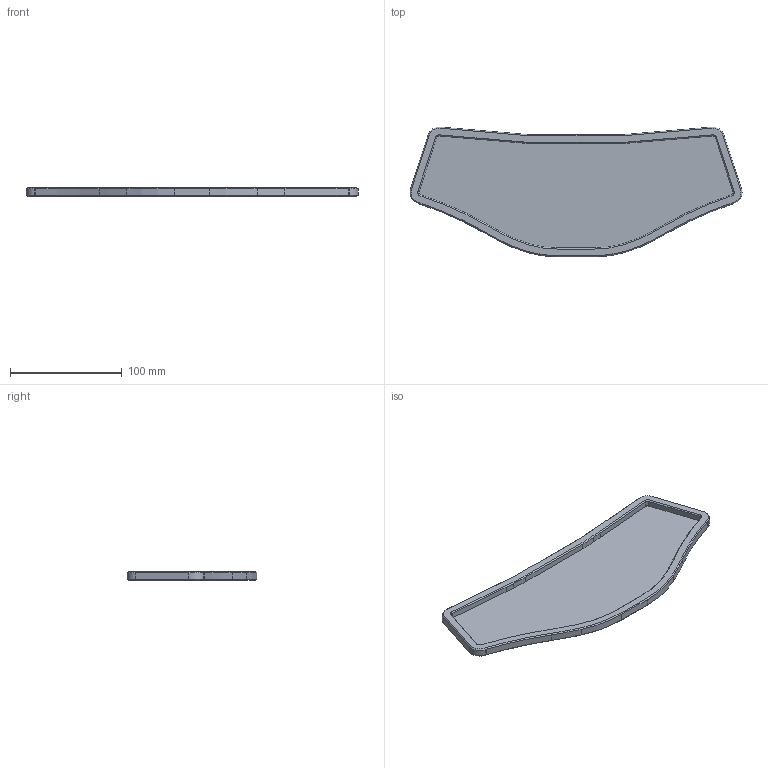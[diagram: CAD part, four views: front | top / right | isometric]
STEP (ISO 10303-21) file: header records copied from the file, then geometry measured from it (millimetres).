
FILE_DESCRIPTION(/* description */ (''),/* implementation_level */ '2;1');
FILE_NAME(/* name */ 'eagle case.step',/* time_stamp */ '2024-03-07T23:09:27+02:00',/* author */ (''),/* organization */ (''),/* preprocessor_version */ 'ST-DEVELOPER v20',/* originating_system */ 'Autodesk Translation Framework v12.20.1.177',/* authorisation */ '');
FILE_SCHEMA (('AUTOMOTIVE_DESIGN { 1 0 10303 214 3 1 1 }'));
Length unit declared in the file: millimetre
Products named in the file (2): test; osprey_enclosure_bot v1
Assembly tree (1 placements, depth 2):
  test
    osprey_enclosure_bot v1
Bounding box: 297.08 x 116.22 x 8 mm (x, y, z)
Volume: 84547.4 mm3; surface area: 61196.2 mm2
Topology: 1 solids, 1 shells, 101 faces, 236 edges, 138 vertices
Faces by surface type: plane 47, cone 32, cylinder 22
Entity records: 2882 total; most frequent: DIRECTION 520, CARTESIAN_POINT 478, ORIENTED_EDGE 472, EDGE_CURVE 236, AXIS2_PLACEMENT_3D 180, LINE 160, VECTOR 160, VERTEX_POINT 138
